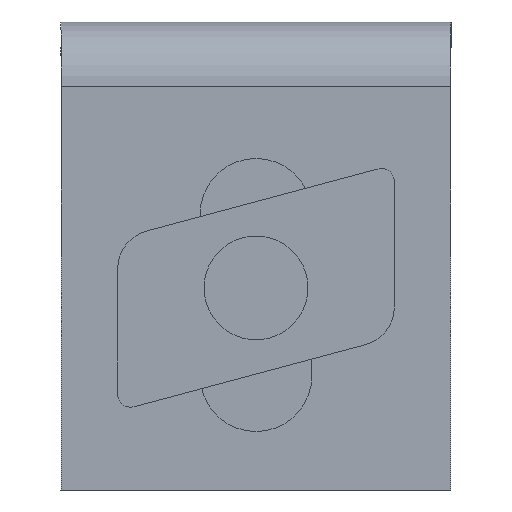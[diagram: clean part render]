
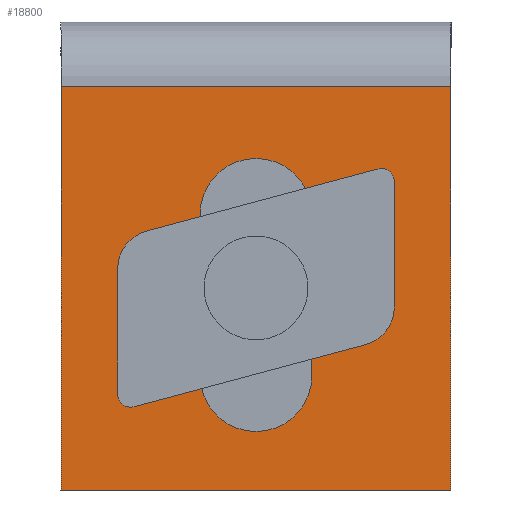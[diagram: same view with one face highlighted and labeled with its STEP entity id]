
A CAD part, left-side view. The second image highlights one B-rep face of the part: STEP entity #18800.
In plain terms, the highlighted planar face has unit normal (-1, 0, 0).
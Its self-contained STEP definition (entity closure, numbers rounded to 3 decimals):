
#2630=CARTESIAN_POINT('',(-126.474,21.2,-131.155));
#2640=VERTEX_POINT('',#2630);
#2690=CARTESIAN_POINT('',(-126.474,25.5,-131.155));
#2700=DIRECTION('',(-1.,0.,0.));
#2710=DIRECTION('',(0.,0.,-1.));
#2720=AXIS2_PLACEMENT_3D('',#2690,#2700,#2710);
#2730=CIRCLE('',#2720,4.3);
#2740=CARTESIAN_POINT('',(-126.474,29.8,-131.155));
#2750=VERTEX_POINT('',#2740);
#2760=EDGE_CURVE('',#2750,#2640,#2730,.T.);
#3230=CARTESIAN_POINT('',(-126.474,21.2,-118.755));
#3240=VERTEX_POINT('',#3230);
#3270=CARTESIAN_POINT('',(-126.474,21.2,0.));
#3280=DIRECTION('',(0.,0.,-1.));
#3290=VECTOR('',#3280,1.);
#3300=LINE('',#3270,#3290);
#3310=EDGE_CURVE('',#3240,#2640,#3300,.T.);
#3580=CARTESIAN_POINT('',(-126.474,29.8,-118.755));
#3590=VERTEX_POINT('',#3580);
#3620=CARTESIAN_POINT('',(-126.474,25.5,-118.755));
#3630=DIRECTION('',(1.,0.,0.));
#3640=DIRECTION('',(0.,0.,-1.));
#3650=AXIS2_PLACEMENT_3D('',#3620,#3630,#3640);
#3660=CIRCLE('',#3650,4.3);
#3670=EDGE_CURVE('',#3590,#3240,#3660,.T.);
#3940=CARTESIAN_POINT('',(-126.474,29.8,0.));
#3950=DIRECTION('',(0.,0.,1.));
#3960=VECTOR('',#3950,1.);
#3970=LINE('',#3940,#3960);
#3980=EDGE_CURVE('',#2750,#3590,#3970,.T.);
#18210=CARTESIAN_POINT('',(-126.474,40.5,-140.955));
#18220=VERTEX_POINT('',#18210);
#18250=CARTESIAN_POINT('',(-126.474,25.5,-140.955));
#18260=DIRECTION('',(0.,1.,0.));
#18270=VECTOR('',#18260,1.);
#18280=LINE('',#18250,#18270);
#18290=CARTESIAN_POINT('',(-126.474,10.5,-140.955));
#18300=VERTEX_POINT('',#18290);
#18310=EDGE_CURVE('',#18300,#18220,#18280,.T.);
#18440=CARTESIAN_POINT('',(-126.474,25.5,-161.827));
#18450=DIRECTION('',(1.,0.,0.));
#18460=DIRECTION('',(0.,-1.,0.));
#18470=AXIS2_PLACEMENT_3D('',#18440,#18450,#18460);
#18480=PLANE('',#18470);
#18490=ORIENTED_EDGE('',*,*,#3310,.T.);
#18500=ORIENTED_EDGE('',*,*,#3670,.T.);
#18510=ORIENTED_EDGE('',*,*,#3980,.T.);
#18520=ORIENTED_EDGE('',*,*,#2760,.F.);
#18530=EDGE_LOOP('',(#18520,#18510,#18500,#18490));
#18540=FACE_BOUND('',#18530,.T.);
#18550=CARTESIAN_POINT('',(-126.474,40.5,-143.955));
#18560=DIRECTION('',(0.,0.,1.));
#18570=VECTOR('',#18560,1.);
#18580=LINE('',#18550,#18570);
#18590=CARTESIAN_POINT('',(-126.474,40.5,-109.955));
#18600=VERTEX_POINT('',#18590);
#18610=EDGE_CURVE('',#18220,#18600,#18580,.T.);
#18620=ORIENTED_EDGE('',*,*,#18610,.F.);
#18630=CARTESIAN_POINT('',(-126.474,40.5,-109.955));
#18640=DIRECTION('',(0.,-1.,0.));
#18650=VECTOR('',#18640,1.);
#18660=LINE('',#18630,#18650);
#18670=CARTESIAN_POINT('',(-126.474,10.5,-109.955));
#18680=VERTEX_POINT('',#18670);
#18690=EDGE_CURVE('',#18600,#18680,#18660,.T.);
#18700=ORIENTED_EDGE('',*,*,#18690,.F.);
#18710=CARTESIAN_POINT('',(-126.474,10.5,-143.955));
#18720=DIRECTION('',(0.,0.,-1.));
#18730=VECTOR('',#18720,1.);
#18740=LINE('',#18710,#18730);
#18750=EDGE_CURVE('',#18680,#18300,#18740,.T.);
#18760=ORIENTED_EDGE('',*,*,#18750,.F.);
#18770=ORIENTED_EDGE('',*,*,#18310,.F.);
#18780=EDGE_LOOP('',(#18770,#18760,#18700,#18620));
#18790=FACE_OUTER_BOUND('',#18780,.T.);
#18800=ADVANCED_FACE('',(#18540,#18790),#18480,.F.);
